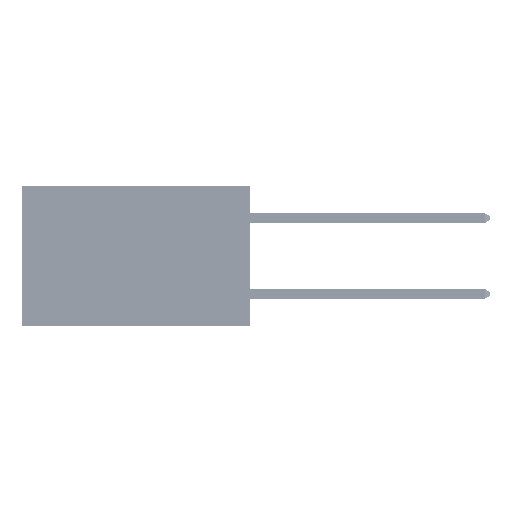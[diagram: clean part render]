
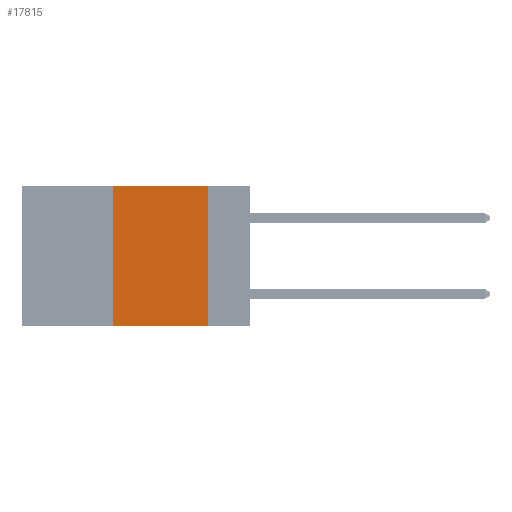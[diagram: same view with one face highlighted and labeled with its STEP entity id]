
A CAD part, left-side view. The second image highlights one B-rep face of the part: STEP entity #17815.
In plain terms, the highlighted planar face has unit normal (-1, 0, 0).
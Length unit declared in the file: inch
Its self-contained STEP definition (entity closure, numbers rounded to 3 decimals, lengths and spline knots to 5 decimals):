
#773 = VERTEX_POINT ( 'NONE', #9780 ) ;
#1111 = CARTESIAN_POINT ( 'NONE',  ( 0., 0.11, 0. ) ) ;
#4248 = DIRECTION ( 'NONE',  ( 0., 0., -1. ) ) ;
#4281 = LINE ( 'NONE', #47541, #46749 ) ;
#4492 = ORIENTED_EDGE ( 'NONE', *, *, #45110, .F. ) ;
#5888 = LINE ( 'NONE', #30265, #23768 ) ;
#7654 = DIRECTION ( 'NONE',  ( 1., 0., 0. ) ) ;
#7936 = DIRECTION ( 'NONE',  ( 0., -1., 0. ) ) ;
#9780 = CARTESIAN_POINT ( 'NONE',  ( 0., 0.36, 0. ) ) ;
#11594 = FACE_OUTER_BOUND ( 'NONE', #26139, .T. ) ;
#15342 = LINE ( 'NONE', #27450, #31621 ) ;
#15776 = CARTESIAN_POINT ( 'NONE',  ( 0., 0.6, 0. ) ) ;
#17815 = ADVANCED_FACE ( 'NONE', ( #11594 ), #43571, .F. ) ;
#20236 = CARTESIAN_POINT ( 'NONE',  ( 0., 0.36, -0.37 ) ) ;
#20609 = DIRECTION ( 'NONE',  ( 0., -1., 0. ) ) ;
#22284 = ORIENTED_EDGE ( 'NONE', *, *, #34828, .F. ) ;
#22473 = ORIENTED_EDGE ( 'NONE', *, *, #26310, .T. ) ;
#23735 = DIRECTION ( 'NONE',  ( 0., 0., 1. ) ) ;
#23768 = VECTOR ( 'NONE', #20609, 39.37008 ) ;
#23986 = LINE ( 'NONE', #1111, #38064 ) ;
#26019 = ORIENTED_EDGE ( 'NONE', *, *, #50350, .F. ) ;
#26139 = EDGE_LOOP ( 'NONE', ( #4492, #22284, #26019, #22473 ) ) ;
#26310 = EDGE_CURVE ( 'NONE', #48898, #28544, #5888, .T. ) ;
#27450 = CARTESIAN_POINT ( 'NONE',  ( 0., 0.36, 0. ) ) ;
#28544 = VERTEX_POINT ( 'NONE', #47873 ) ;
#30265 = CARTESIAN_POINT ( 'NONE',  ( 0., 0.6, -0.37 ) ) ;
#31621 = VECTOR ( 'NONE', #23735, 39.37008 ) ;
#34556 = VERTEX_POINT ( 'NONE', #41011 ) ;
#34828 = EDGE_CURVE ( 'NONE', #773, #34556, #4281, .T. ) ;
#38064 = VECTOR ( 'NONE', #41194, 39.37008 ) ;
#41011 = CARTESIAN_POINT ( 'NONE',  ( 0., 0.11, 0. ) ) ;
#41194 = DIRECTION ( 'NONE',  ( 0., 0., -1. ) ) ;
#43571 = PLANE ( 'NONE',  #49113 ) ;
#45110 = EDGE_CURVE ( 'NONE', #34556, #28544, #23986, .T. ) ;
#46749 = VECTOR ( 'NONE', #7936, 39.37008 ) ;
#47541 = CARTESIAN_POINT ( 'NONE',  ( 0., 0.6, 0. ) ) ;
#47873 = CARTESIAN_POINT ( 'NONE',  ( 0., 0.11, -0.37 ) ) ;
#48898 = VERTEX_POINT ( 'NONE', #20236 ) ;
#49113 = AXIS2_PLACEMENT_3D ( 'NONE', #15776, #7654, #4248 ) ;
#50350 = EDGE_CURVE ( 'NONE', #48898, #773, #15342, .T. ) ;
